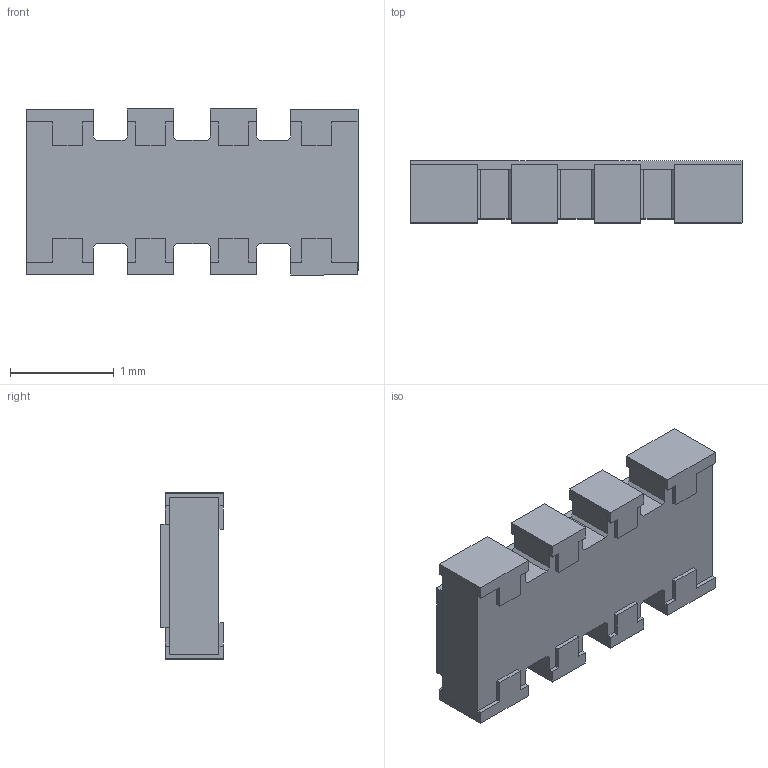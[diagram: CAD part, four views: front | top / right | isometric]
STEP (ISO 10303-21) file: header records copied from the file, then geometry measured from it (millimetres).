
FILE_DESCRIPTION (( 'STEP AP214' ), '1' );
FILE_NAME ('EXB-38V330JV.STEP', '2018-08-24T23:02:12', ( '' ), ( '' ), 'SwSTEP 2.0', 'SolidWorks 2017', '' );
FILE_SCHEMA (( 'AUTOMOTIVE_DESIGN' ));
Length unit declared in the file: millimetre
Products named in the file (1): EXB-38V330JV
Bounding box: 3.2 x 0.6 x 1.6 mm (x, y, z)
Volume: 2.5 mm3; surface area: 31 mm2
Topology: 10 solids, 10 shells, 192 faces, 516 edges, 344 vertices
Faces by surface type: plane 192
Entity records: 5995 total; most frequent: CARTESIAN_POINT 1053, ORIENTED_EDGE 1032, DIRECTION 902, LINE 516, VECTOR 516, EDGE_CURVE 516, VERTEX_POINT 344, AXIS2_PLACEMENT_3D 193
